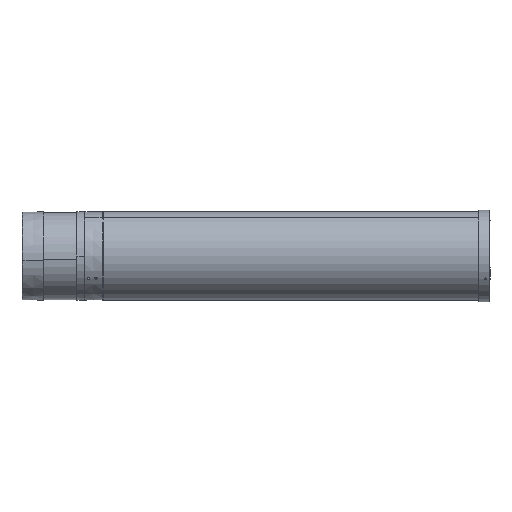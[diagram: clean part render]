
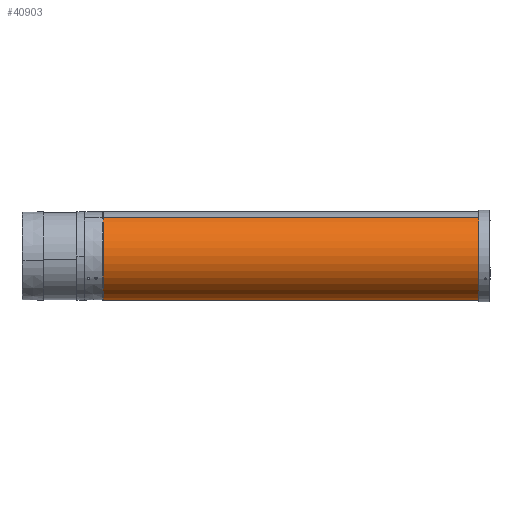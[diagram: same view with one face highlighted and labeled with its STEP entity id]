
A CAD part, left-side view. The second image highlights one B-rep face of the part: STEP entity #40903.
In plain terms, the highlighted cylindrical face has radius 93 mm (diameter 186 mm), a partial arc.
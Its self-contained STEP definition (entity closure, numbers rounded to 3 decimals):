
#505 = CARTESIAN_POINT ( 'NONE',  ( 46.689, -43.5, -80.431 ) ) ;
#1463 = FACE_OUTER_BOUND ( 'NONE', #13903, .T. ) ;
#1526 = AXIS2_PLACEMENT_3D ( 'NONE', #9005, #39272, #25863 ) ;
#1748 = CARTESIAN_POINT ( 'NONE',  ( -46.689, -43.5, 80.431 ) ) ;
#2172 = DIRECTION ( 'NONE',  ( 0., -1., 0. ) ) ;
#4158 = EDGE_CURVE ( 'NONE', #38207, #27014, #12576, .T. ) ;
#5151 = DIRECTION ( 'NONE',  ( 0.502, 0., -0.865 ) ) ;
#8361 = CARTESIAN_POINT ( 'NONE',  ( -46.689, -833.5, 80.431 ) ) ;
#9005 = CARTESIAN_POINT ( 'NONE',  ( 0., -833.5, 0. ) ) ;
#10980 = CIRCLE ( 'NONE', #17522, 93. ) ;
#12023 = LINE ( 'NONE', #15214, #29924 ) ;
#12576 = CIRCLE ( 'NONE', #30004, 93. ) ;
#13903 = EDGE_LOOP ( 'NONE', ( #32282, #27155, #21723, #37025 ) ) ;
#14061 = CARTESIAN_POINT ( 'NONE',  ( -46.689, -833.5, 80.431 ) ) ;
#14162 = VECTOR ( 'NONE', #41820, 1000. ) ;
#14883 = DIRECTION ( 'NONE',  ( 0.502, 0., -0.865 ) ) ;
#15214 = CARTESIAN_POINT ( 'NONE',  ( 46.689, -833.5, -80.431 ) ) ;
#17522 = AXIS2_PLACEMENT_3D ( 'NONE', #33184, #2172, #5151 ) ;
#21723 = ORIENTED_EDGE ( 'NONE', *, *, #29499, .T. ) ;
#25863 = DIRECTION ( 'NONE',  ( -0.502, 0., 0.865 ) ) ;
#26079 = CYLINDRICAL_SURFACE ( 'NONE', #1526, 93. ) ;
#27014 = VERTEX_POINT ( 'NONE', #34605 ) ;
#27155 = ORIENTED_EDGE ( 'NONE', *, *, #4158, .F. ) ;
#29499 = EDGE_CURVE ( 'NONE', #38207, #39382, #35252, .T. ) ;
#29924 = VECTOR ( 'NONE', #43622, 1000. ) ;
#30004 = AXIS2_PLACEMENT_3D ( 'NONE', #31953, #35595, #14883 ) ;
#31953 = CARTESIAN_POINT ( 'NONE',  ( 0., -833.5, 0. ) ) ;
#32184 = EDGE_CURVE ( 'NONE', #39382, #35816, #10980, .T. ) ;
#32282 = ORIENTED_EDGE ( 'NONE', *, *, #39392, .F. ) ;
#33184 = CARTESIAN_POINT ( 'NONE',  ( 0., -43.5, 0. ) ) ;
#34605 = CARTESIAN_POINT ( 'NONE',  ( 46.689, -833.5, -80.431 ) ) ;
#35252 = LINE ( 'NONE', #14061, #14162 ) ;
#35595 = DIRECTION ( 'NONE',  ( 0., -1., 0. ) ) ;
#35816 = VERTEX_POINT ( 'NONE', #505 ) ;
#37025 = ORIENTED_EDGE ( 'NONE', *, *, #32184, .T. ) ;
#38207 = VERTEX_POINT ( 'NONE', #8361 ) ;
#39272 = DIRECTION ( 'NONE',  ( 0., 1., 0. ) ) ;
#39382 = VERTEX_POINT ( 'NONE', #1748 ) ;
#39392 = EDGE_CURVE ( 'NONE', #27014, #35816, #12023, .T. ) ;
#40903 = ADVANCED_FACE ( 'NONE', ( #1463 ), #26079, .T. ) ;
#41820 = DIRECTION ( 'NONE',  ( 0., 1., 0. ) ) ;
#43622 = DIRECTION ( 'NONE',  ( 0., 1., 0. ) ) ;
